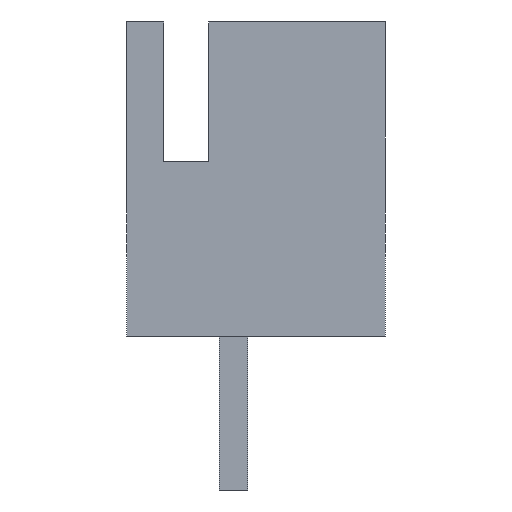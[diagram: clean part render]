
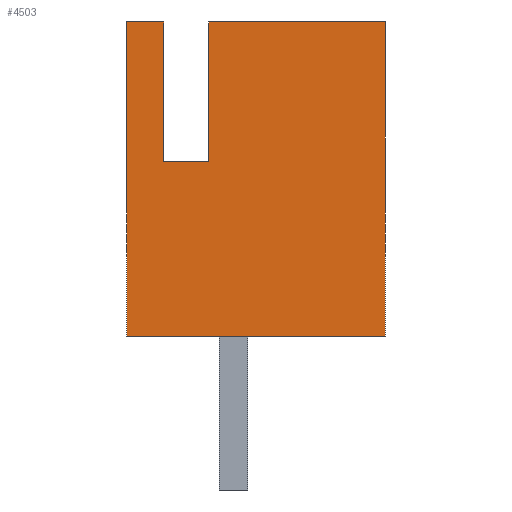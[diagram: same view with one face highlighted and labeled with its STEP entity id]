
A CAD part, left-side view. The second image highlights one B-rep face of the part: STEP entity #4503.
In plain terms, the highlighted planar face has unit normal (-1, 0, 0).
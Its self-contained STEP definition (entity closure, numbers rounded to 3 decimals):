
#817 = PLANE('',#818);
#818 = AXIS2_PLACEMENT_3D('',#819,#820,#821);
#819 = CARTESIAN_POINT('',(-2.45,1.55,5.9));
#820 = DIRECTION('',(0.,1.,0.));
#821 = DIRECTION('',(0.,0.,-1.));
#2263 = PLANE('',#2264);
#2264 = AXIS2_PLACEMENT_3D('',#2265,#2266,#2267);
#2265 = CARTESIAN_POINT('',(-2.45,0.55,5.9));
#2266 = DIRECTION('',(0.,0.,-1.));
#2267 = DIRECTION('',(0.,-1.,0.));
#2336 = PLANE('',#2337);
#2337 = AXIS2_PLACEMENT_3D('',#2338,#2339,#2340);
#2338 = CARTESIAN_POINT('',(-2.45,1.55,2.8));
#2339 = DIRECTION('',(0.,0.,-1.));
#2340 = DIRECTION('',(0.,-1.,0.));
#2362 = PLANE('',#2363);
#2363 = AXIS2_PLACEMENT_3D('',#2364,#2365,#2366);
#2364 = CARTESIAN_POINT('',(-2.45,0.55,2.8));
#2365 = DIRECTION('',(0.,-1.,0.));
#2366 = DIRECTION('',(1.,0.,0.));
#3198 = VERTEX_POINT('',#3199);
#3199 = CARTESIAN_POINT('',(-2.45,1.55,5.9));
#3213 = PLANE('',#3214);
#3214 = AXIS2_PLACEMENT_3D('',#3215,#3216,#3217);
#3215 = CARTESIAN_POINT('',(-2.45,2.375,5.9));
#3216 = DIRECTION('',(0.,0.,-1.));
#3217 = DIRECTION('',(0.,-1.,0.));
#3225 = EDGE_CURVE('',#3226,#3198,#3228,.T.);
#3226 = VERTEX_POINT('',#3227);
#3227 = CARTESIAN_POINT('',(-2.45,1.55,2.8));
#3228 = SURFACE_CURVE('',#3229,(#3233,#3240),.PCURVE_S1.);
#3229 = LINE('',#3230,#3231);
#3230 = CARTESIAN_POINT('',(-2.45,1.55,5.9));
#3231 = VECTOR('',#3232,1.);
#3232 = DIRECTION('',(0.,0.,1.));
#3233 = PCURVE('',#817,#3234);
#3234 = DEFINITIONAL_REPRESENTATION('',(#3235),#3239);
#3235 = LINE('',#3236,#3237);
#3236 = CARTESIAN_POINT('',(0.,0.));
#3237 = VECTOR('',#3238,1.);
#3238 = DIRECTION('',(-1.,0.));
#3239 = ( GEOMETRIC_REPRESENTATION_CONTEXT(2) 
PARAMETRIC_REPRESENTATION_CONTEXT() REPRESENTATION_CONTEXT('2D SPACE',''
  ) );
#3240 = PCURVE('',#3241,#3246);
#3241 = PLANE('',#3242);
#3242 = AXIS2_PLACEMENT_3D('',#3243,#3244,#3245);
#3243 = CARTESIAN_POINT('',(-2.45,2.375,5.9));
#3244 = DIRECTION('',(1.,0.,0.));
#3245 = DIRECTION('',(0.,1.,0.));
#3246 = DEFINITIONAL_REPRESENTATION('',(#3247),#3251);
#3247 = LINE('',#3248,#3249);
#3248 = CARTESIAN_POINT('',(-0.825,0.));
#3249 = VECTOR('',#3250,1.);
#3250 = DIRECTION('',(0.,1.));
#3251 = ( GEOMETRIC_REPRESENTATION_CONTEXT(2) 
PARAMETRIC_REPRESENTATION_CONTEXT() REPRESENTATION_CONTEXT('2D SPACE',''
  ) );
#3710 = VERTEX_POINT('',#3711);
#3711 = CARTESIAN_POINT('',(-2.45,0.55,5.9));
#3732 = EDGE_CURVE('',#3733,#3710,#3735,.T.);
#3733 = VERTEX_POINT('',#3734);
#3734 = CARTESIAN_POINT('',(-2.45,-3.375,5.9));
#3735 = SURFACE_CURVE('',#3736,(#3740,#3747),.PCURVE_S1.);
#3736 = LINE('',#3737,#3738);
#3737 = CARTESIAN_POINT('',(-2.45,0.55,5.9));
#3738 = VECTOR('',#3739,1.);
#3739 = DIRECTION('',(0.,1.,0.));
#3740 = PCURVE('',#2263,#3741);
#3741 = DEFINITIONAL_REPRESENTATION('',(#3742),#3746);
#3742 = LINE('',#3743,#3744);
#3743 = CARTESIAN_POINT('',(0.,0.));
#3744 = VECTOR('',#3745,1.);
#3745 = DIRECTION('',(-1.,0.));
#3746 = ( GEOMETRIC_REPRESENTATION_CONTEXT(2) 
PARAMETRIC_REPRESENTATION_CONTEXT() REPRESENTATION_CONTEXT('2D SPACE',''
  ) );
#3747 = PCURVE('',#3241,#3748);
#3748 = DEFINITIONAL_REPRESENTATION('',(#3749),#3753);
#3749 = LINE('',#3750,#3751);
#3750 = CARTESIAN_POINT('',(-1.825,0.));
#3751 = VECTOR('',#3752,1.);
#3752 = DIRECTION('',(1.,0.));
#3753 = ( GEOMETRIC_REPRESENTATION_CONTEXT(2) 
PARAMETRIC_REPRESENTATION_CONTEXT() REPRESENTATION_CONTEXT('2D SPACE',''
  ) );
#3771 = PLANE('',#3772);
#3772 = AXIS2_PLACEMENT_3D('',#3773,#3774,#3775);
#3773 = CARTESIAN_POINT('',(-2.45,-3.375,-1.1));
#3774 = DIRECTION('',(0.,1.,0.));
#3775 = DIRECTION('',(-1.,0.,0.));
#3810 = VERTEX_POINT('',#3811);
#3811 = CARTESIAN_POINT('',(-2.45,0.55,2.8));
#3832 = EDGE_CURVE('',#3710,#3810,#3833,.T.);
#3833 = SURFACE_CURVE('',#3834,(#3838,#3845),.PCURVE_S1.);
#3834 = LINE('',#3835,#3836);
#3835 = CARTESIAN_POINT('',(-2.45,0.55,2.8));
#3836 = VECTOR('',#3837,1.);
#3837 = DIRECTION('',(0.,0.,-1.));
#3838 = PCURVE('',#2362,#3839);
#3839 = DEFINITIONAL_REPRESENTATION('',(#3840),#3844);
#3840 = LINE('',#3841,#3842);
#3841 = CARTESIAN_POINT('',(0.,0.));
#3842 = VECTOR('',#3843,1.);
#3843 = DIRECTION('',(0.,-1.));
#3844 = ( GEOMETRIC_REPRESENTATION_CONTEXT(2) 
PARAMETRIC_REPRESENTATION_CONTEXT() REPRESENTATION_CONTEXT('2D SPACE',''
  ) );
#3845 = PCURVE('',#3241,#3846);
#3846 = DEFINITIONAL_REPRESENTATION('',(#3847),#3851);
#3847 = LINE('',#3848,#3849);
#3848 = CARTESIAN_POINT('',(-1.825,-3.1));
#3849 = VECTOR('',#3850,1.);
#3850 = DIRECTION('',(0.,-1.));
#3851 = ( GEOMETRIC_REPRESENTATION_CONTEXT(2) 
PARAMETRIC_REPRESENTATION_CONTEXT() REPRESENTATION_CONTEXT('2D SPACE',''
  ) );
#3859 = EDGE_CURVE('',#3810,#3226,#3860,.T.);
#3860 = SURFACE_CURVE('',#3861,(#3865,#3872),.PCURVE_S1.);
#3861 = LINE('',#3862,#3863);
#3862 = CARTESIAN_POINT('',(-2.45,1.55,2.8));
#3863 = VECTOR('',#3864,1.);
#3864 = DIRECTION('',(0.,1.,0.));
#3865 = PCURVE('',#2336,#3866);
#3866 = DEFINITIONAL_REPRESENTATION('',(#3867),#3871);
#3867 = LINE('',#3868,#3869);
#3868 = CARTESIAN_POINT('',(0.,0.));
#3869 = VECTOR('',#3870,1.);
#3870 = DIRECTION('',(-1.,0.));
#3871 = ( GEOMETRIC_REPRESENTATION_CONTEXT(2) 
PARAMETRIC_REPRESENTATION_CONTEXT() REPRESENTATION_CONTEXT('2D SPACE',''
  ) );
#3872 = PCURVE('',#3241,#3873);
#3873 = DEFINITIONAL_REPRESENTATION('',(#3874),#3878);
#3874 = LINE('',#3875,#3876);
#3875 = CARTESIAN_POINT('',(-0.825,-3.1));
#3876 = VECTOR('',#3877,1.);
#3877 = DIRECTION('',(1.,0.));
#3878 = ( GEOMETRIC_REPRESENTATION_CONTEXT(2) 
PARAMETRIC_REPRESENTATION_CONTEXT() REPRESENTATION_CONTEXT('2D SPACE',''
  ) );
#3999 = PLANE('',#4000);
#4000 = AXIS2_PLACEMENT_3D('',#4001,#4002,#4003);
#4001 = CARTESIAN_POINT('',(-2.45,2.375,-1.1));
#4002 = DIRECTION('',(0.,-1.,0.));
#4003 = DIRECTION('',(1.,0.,0.));
#4242 = PLANE('',#4243);
#4243 = AXIS2_PLACEMENT_3D('',#4244,#4245,#4246);
#4244 = CARTESIAN_POINT('',(-2.45,2.375,-1.1));
#4245 = DIRECTION('',(0.,0.,1.));
#4246 = DIRECTION('',(0.,1.,0.));
#4407 = VERTEX_POINT('',#4408);
#4408 = CARTESIAN_POINT('',(-2.45,2.375,5.9));
#4429 = EDGE_CURVE('',#3198,#4407,#4430,.T.);
#4430 = SURFACE_CURVE('',#4431,(#4435,#4442),.PCURVE_S1.);
#4431 = LINE('',#4432,#4433);
#4432 = CARTESIAN_POINT('',(-2.45,2.375,5.9));
#4433 = VECTOR('',#4434,1.);
#4434 = DIRECTION('',(0.,1.,0.));
#4435 = PCURVE('',#3213,#4436);
#4436 = DEFINITIONAL_REPRESENTATION('',(#4437),#4441);
#4437 = LINE('',#4438,#4439);
#4438 = CARTESIAN_POINT('',(0.,0.));
#4439 = VECTOR('',#4440,1.);
#4440 = DIRECTION('',(-1.,0.));
#4441 = ( GEOMETRIC_REPRESENTATION_CONTEXT(2) 
PARAMETRIC_REPRESENTATION_CONTEXT() REPRESENTATION_CONTEXT('2D SPACE',''
  ) );
#4442 = PCURVE('',#3241,#4443);
#4443 = DEFINITIONAL_REPRESENTATION('',(#4444),#4448);
#4444 = LINE('',#4445,#4446);
#4445 = CARTESIAN_POINT('',(0.,0.));
#4446 = VECTOR('',#4447,1.);
#4447 = DIRECTION('',(1.,0.));
#4448 = ( GEOMETRIC_REPRESENTATION_CONTEXT(2) 
PARAMETRIC_REPRESENTATION_CONTEXT() REPRESENTATION_CONTEXT('2D SPACE',''
  ) );
#4503 = ADVANCED_FACE('',(#4504),#3241,.F.);
#4504 = FACE_BOUND('',#4505,.T.);
#4505 = EDGE_LOOP('',(#4506,#4529,#4552,#4573,#4574,#4575,#4576,#4577));
#4506 = ORIENTED_EDGE('',*,*,#4507,.T.);
#4507 = EDGE_CURVE('',#4407,#4508,#4510,.T.);
#4508 = VERTEX_POINT('',#4509);
#4509 = CARTESIAN_POINT('',(-2.45,2.375,-1.1));
#4510 = SURFACE_CURVE('',#4511,(#4515,#4522),.PCURVE_S1.);
#4511 = LINE('',#4512,#4513);
#4512 = CARTESIAN_POINT('',(-2.45,2.375,-1.1));
#4513 = VECTOR('',#4514,1.);
#4514 = DIRECTION('',(0.,0.,-1.));
#4515 = PCURVE('',#3241,#4516);
#4516 = DEFINITIONAL_REPRESENTATION('',(#4517),#4521);
#4517 = LINE('',#4518,#4519);
#4518 = CARTESIAN_POINT('',(0.,-7.));
#4519 = VECTOR('',#4520,1.);
#4520 = DIRECTION('',(0.,-1.));
#4521 = ( GEOMETRIC_REPRESENTATION_CONTEXT(2) 
PARAMETRIC_REPRESENTATION_CONTEXT() REPRESENTATION_CONTEXT('2D SPACE',''
  ) );
#4522 = PCURVE('',#3999,#4523);
#4523 = DEFINITIONAL_REPRESENTATION('',(#4524),#4528);
#4524 = LINE('',#4525,#4526);
#4525 = CARTESIAN_POINT('',(0.,0.));
#4526 = VECTOR('',#4527,1.);
#4527 = DIRECTION('',(0.,-1.));
#4528 = ( GEOMETRIC_REPRESENTATION_CONTEXT(2) 
PARAMETRIC_REPRESENTATION_CONTEXT() REPRESENTATION_CONTEXT('2D SPACE',''
  ) );
#4529 = ORIENTED_EDGE('',*,*,#4530,.T.);
#4530 = EDGE_CURVE('',#4508,#4531,#4533,.T.);
#4531 = VERTEX_POINT('',#4532);
#4532 = CARTESIAN_POINT('',(-2.45,-3.375,-1.1));
#4533 = SURFACE_CURVE('',#4534,(#4538,#4545),.PCURVE_S1.);
#4534 = LINE('',#4535,#4536);
#4535 = CARTESIAN_POINT('',(-2.45,2.375,-1.1));
#4536 = VECTOR('',#4537,1.);
#4537 = DIRECTION('',(0.,-1.,0.));
#4538 = PCURVE('',#3241,#4539);
#4539 = DEFINITIONAL_REPRESENTATION('',(#4540),#4544);
#4540 = LINE('',#4541,#4542);
#4541 = CARTESIAN_POINT('',(0.,-7.));
#4542 = VECTOR('',#4543,1.);
#4543 = DIRECTION('',(-1.,0.));
#4544 = ( GEOMETRIC_REPRESENTATION_CONTEXT(2) 
PARAMETRIC_REPRESENTATION_CONTEXT() REPRESENTATION_CONTEXT('2D SPACE',''
  ) );
#4545 = PCURVE('',#4242,#4546);
#4546 = DEFINITIONAL_REPRESENTATION('',(#4547),#4551);
#4547 = LINE('',#4548,#4549);
#4548 = CARTESIAN_POINT('',(0.,0.));
#4549 = VECTOR('',#4550,1.);
#4550 = DIRECTION('',(-1.,0.));
#4551 = ( GEOMETRIC_REPRESENTATION_CONTEXT(2) 
PARAMETRIC_REPRESENTATION_CONTEXT() REPRESENTATION_CONTEXT('2D SPACE',''
  ) );
#4552 = ORIENTED_EDGE('',*,*,#4553,.T.);
#4553 = EDGE_CURVE('',#4531,#3733,#4554,.T.);
#4554 = SURFACE_CURVE('',#4555,(#4559,#4566),.PCURVE_S1.);
#4555 = LINE('',#4556,#4557);
#4556 = CARTESIAN_POINT('',(-2.45,-3.375,-1.1));
#4557 = VECTOR('',#4558,1.);
#4558 = DIRECTION('',(0.,0.,1.));
#4559 = PCURVE('',#3241,#4560);
#4560 = DEFINITIONAL_REPRESENTATION('',(#4561),#4565);
#4561 = LINE('',#4562,#4563);
#4562 = CARTESIAN_POINT('',(-5.75,-7.));
#4563 = VECTOR('',#4564,1.);
#4564 = DIRECTION('',(0.,1.));
#4565 = ( GEOMETRIC_REPRESENTATION_CONTEXT(2) 
PARAMETRIC_REPRESENTATION_CONTEXT() REPRESENTATION_CONTEXT('2D SPACE',''
  ) );
#4566 = PCURVE('',#3771,#4567);
#4567 = DEFINITIONAL_REPRESENTATION('',(#4568),#4572);
#4568 = LINE('',#4569,#4570);
#4569 = CARTESIAN_POINT('',(0.,0.));
#4570 = VECTOR('',#4571,1.);
#4571 = DIRECTION('',(0.,1.));
#4572 = ( GEOMETRIC_REPRESENTATION_CONTEXT(2) 
PARAMETRIC_REPRESENTATION_CONTEXT() REPRESENTATION_CONTEXT('2D SPACE',''
  ) );
#4573 = ORIENTED_EDGE('',*,*,#3732,.T.);
#4574 = ORIENTED_EDGE('',*,*,#3832,.T.);
#4575 = ORIENTED_EDGE('',*,*,#3859,.T.);
#4576 = ORIENTED_EDGE('',*,*,#3225,.T.);
#4577 = ORIENTED_EDGE('',*,*,#4429,.T.);
